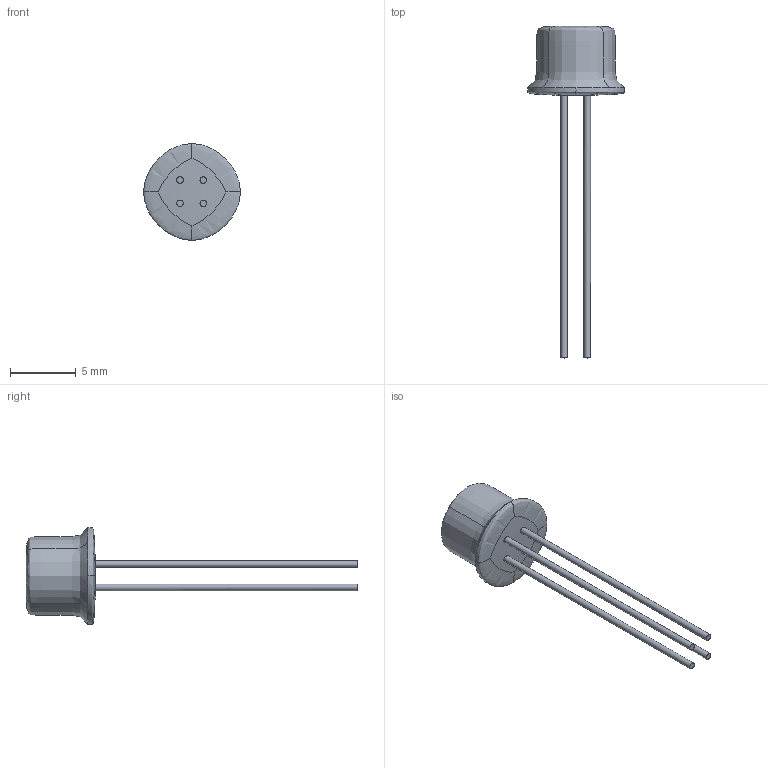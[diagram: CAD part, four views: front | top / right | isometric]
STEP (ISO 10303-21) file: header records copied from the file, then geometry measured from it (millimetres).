
FILE_DESCRIPTION(/* description */ (''),/* implementation_level */ '2;1');
FILE_NAME(/* name */ 'КП303.stp',/* time_stamp */ '2020-03-31T00:22:10+03:00',/* author */ ('user'),/* organization */ (''),/* preprocessor_version */ 'ST-DEVELOPER v17',/* originating_system */ 'Autodesk Inventor 2019',/* authorisation */ '');
FILE_SCHEMA (('AUTOMOTIVE_DESIGN { 1 0 10303 214 3 1 1 }'));
Length unit declared in the file: millimetre
Products named in the file (1): КП303
Bounding box: 7.4 x 25.3 x 7.4 mm (x, y, z)
Volume: 168.9 mm3; surface area: 292.3 mm2
Topology: 1 solids, 1 shells, 20 faces, 47 edges, 34 vertices
Faces by surface type: bspline 10, cylinder 5, plane 5
Full cylindrical faces by diameter (mm): 0.5 x4, 0.525 x1
Entity records: 2649 total; most frequent: CARTESIAN_POINT 2234, ORIENTED_EDGE 86, DIRECTION 47, EDGE_CURVE 43, B_SPLINE_CURVE_WITH_KNOTS 32, VERTEX_POINT 30, EDGE_LOOP 25, AXIS2_PLACEMENT_3D 21
